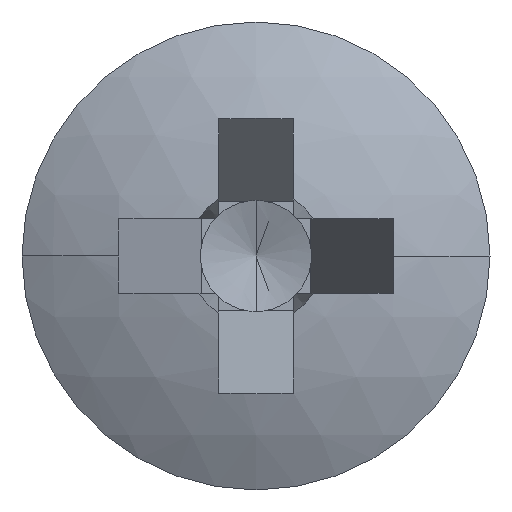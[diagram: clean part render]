
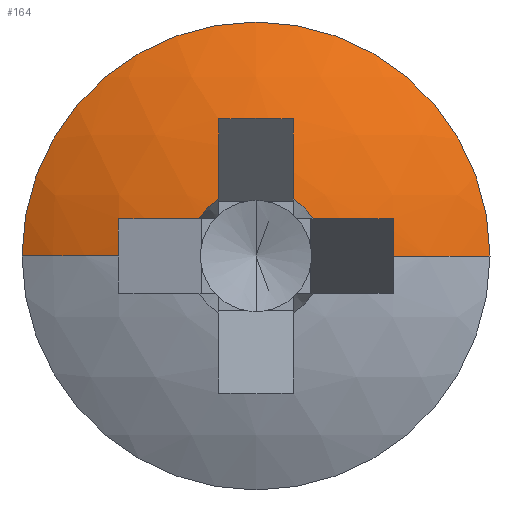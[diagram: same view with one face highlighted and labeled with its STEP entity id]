
A CAD part, left-side view. The second image highlights one B-rep face of the part: STEP entity #164.
In plain terms, the highlighted spherical face has radius 3.013 mm.
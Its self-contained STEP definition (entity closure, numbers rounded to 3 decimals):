
#50 = CARTESIAN_POINT ( 'NONE',  ( 0.141, 0.24, 0.88 ) ) ;
#62 = EDGE_CURVE ( 'NONE', #624, #894, #633, .T. ) ;
#66 = AXIS2_PLACEMENT_3D ( 'NONE', #1197, #755, #366 ) ;
#74 = CARTESIAN_POINT ( 'NONE',  ( 0.4, 1.5, 0. ) ) ;
#115 = AXIS2_PLACEMENT_3D ( 'NONE', #414, #1101, #504 ) ;
#164 = ADVANCED_FACE ( 'NONE', ( #1038 ), #807, .T. ) ;
#165 = CARTESIAN_POINT ( 'NONE',  ( 2.792, 0.442, 0. ) ) ;
#185 = CIRCLE ( 'NONE', #1219, 1.5 ) ;
#189 = ORIENTED_EDGE ( 'NONE', *, *, #1024, .F. ) ;
#200 = CIRCLE ( 'NONE', #470, 3.003 ) ;
#204 = AXIS2_PLACEMENT_3D ( 'NONE', #165, #862, #651 ) ;
#212 = EDGE_CURVE ( 'NONE', #519, #931, #773, .T. ) ;
#217 = DIRECTION ( 'NONE',  ( 0., 0., 1. ) ) ;
#229 = EDGE_CURVE ( 'NONE', #462, #930, #984, .T. ) ;
#238 = CARTESIAN_POINT ( 'NONE',  ( 0.032, 0., 0. ) ) ;
#242 = ORIENTED_EDGE ( 'NONE', *, *, #848, .T. ) ;
#244 = DIRECTION ( 'NONE',  ( 0., 0., 1. ) ) ;
#253 = EDGE_CURVE ( 'NONE', #894, #846, #185, .T. ) ;
#258 = DIRECTION ( 'NONE',  ( -0.446, -0.895, 0. ) ) ;
#277 = CARTESIAN_POINT ( 'NONE',  ( 3.012, 0., 0.24 ) ) ;
#279 = AXIS2_PLACEMENT_3D ( 'NONE', #901, #312, #1002 ) ;
#289 = CARTESIAN_POINT ( 'NONE',  ( 0.4, 0., 1.5 ) ) ;
#292 = DIRECTION ( 'NONE',  ( 1., 0., 0. ) ) ;
#295 = CARTESIAN_POINT ( 'NONE',  ( 0.032, -0.24, 0.365 ) ) ;
#301 = CARTESIAN_POINT ( 'NONE',  ( 0.141, -0.88, 0.24 ) ) ;
#312 = DIRECTION ( 'NONE',  ( 0., 0., -1. ) ) ;
#328 = EDGE_LOOP ( 'NONE', ( #1085, #886, #678, #1005, #242, #664, #626, #189, #475, #815, #814, #873, #1159 ) ) ;
#331 = CARTESIAN_POINT ( 'NONE',  ( 3.012, 0., 0. ) ) ;
#336 = DIRECTION ( 'NONE',  ( 0., 0., -1. ) ) ;
#342 = EDGE_CURVE ( 'NONE', #841, #1055, #577, .T. ) ;
#366 = DIRECTION ( 'NONE',  ( 0., 0., 1. ) ) ;
#379 = DIRECTION ( 'NONE',  ( -1., 0., 0. ) ) ;
#390 = VERTEX_POINT ( 'NONE', #1279 ) ;
#414 = CARTESIAN_POINT ( 'NONE',  ( 2.792, 0., -0.442 ) ) ;
#437 = DIRECTION ( 'NONE',  ( -1., 0., 0. ) ) ;
#444 = EDGE_CURVE ( 'NONE', #624, #519, #1025, .T. ) ;
#447 = CIRCLE ( 'NONE', #1222, 3.003 ) ;
#455 = CARTESIAN_POINT ( 'NONE',  ( 3.012, 0.24, 0. ) ) ;
#462 = VERTEX_POINT ( 'NONE', #594 ) ;
#464 = AXIS2_PLACEMENT_3D ( 'NONE', #331, #817, #510 ) ;
#470 = AXIS2_PLACEMENT_3D ( 'NONE', #808, #217, #913 ) ;
#475 = ORIENTED_EDGE ( 'NONE', *, *, #229, .T. ) ;
#481 = EDGE_CURVE ( 'NONE', #724, #931, #200, .T. ) ;
#482 = DIRECTION ( 'NONE',  ( 0., 0., -1. ) ) ;
#504 = DIRECTION ( 'NONE',  ( 0.895, 0., -0.446 ) ) ;
#510 = DIRECTION ( 'NONE',  ( 0., -1., 0. ) ) ;
#519 = VERTEX_POINT ( 'NONE', #1105 ) ;
#530 = CARTESIAN_POINT ( 'NONE',  ( 0.4, 0., 0. ) ) ;
#533 = CIRCLE ( 'NONE', #763, 3.003 ) ;
#546 = EDGE_CURVE ( 'NONE', #930, #724, #902, .T. ) ;
#549 = DIRECTION ( 'NONE',  ( 0., 0., -1. ) ) ;
#577 = CIRCLE ( 'NONE', #895, 0.437 ) ;
#588 = DIRECTION ( 'NONE',  ( 0., 0., 1. ) ) ;
#594 = CARTESIAN_POINT ( 'NONE',  ( 0.141, -0.24, 0.88 ) ) ;
#624 = VERTEX_POINT ( 'NONE', #1035 ) ;
#626 = ORIENTED_EDGE ( 'NONE', *, *, #756, .T. ) ;
#633 = CIRCLE ( 'NONE', #1259, 1.5 ) ;
#641 = CARTESIAN_POINT ( 'NONE',  ( 0.032, -0.365, 0.24 ) ) ;
#651 = DIRECTION ( 'NONE',  ( 0.895, 0.446, 0. ) ) ;
#664 = ORIENTED_EDGE ( 'NONE', *, *, #342, .T. ) ;
#668 = CARTESIAN_POINT ( 'NONE',  ( 0.4, 0., 0. ) ) ;
#678 = ORIENTED_EDGE ( 'NONE', *, *, #961, .T. ) ;
#691 = AXIS2_PLACEMENT_3D ( 'NONE', #855, #258, #959 ) ;
#724 = VERTEX_POINT ( 'NONE', #641 ) ;
#736 = VERTEX_POINT ( 'NONE', #50 ) ;
#751 = EDGE_CURVE ( 'NONE', #390, #1221, #1037, .T. ) ;
#755 = DIRECTION ( 'NONE',  ( 0., -1., 0. ) ) ;
#756 = EDGE_CURVE ( 'NONE', #1055, #736, #533, .T. ) ;
#763 = AXIS2_PLACEMENT_3D ( 'NONE', #455, #1139, #549 ) ;
#773 = CIRCLE ( 'NONE', #204, 2.972 ) ;
#788 = CIRCLE ( 'NONE', #872, 3.012 ) ;
#807 = SPHERICAL_SURFACE ( 'NONE', #464, 3.012 ) ;
#808 = CARTESIAN_POINT ( 'NONE',  ( 3.012, 0., 0.24 ) ) ;
#814 = ORIENTED_EDGE ( 'NONE', *, *, #481, .T. ) ;
#815 = ORIENTED_EDGE ( 'NONE', *, *, #546, .T. ) ;
#817 = DIRECTION ( 'NONE',  ( 0., 0., 1. ) ) ;
#835 = CARTESIAN_POINT ( 'NONE',  ( 0.032, 0., 0. ) ) ;
#841 = VERTEX_POINT ( 'NONE', #1250 ) ;
#846 = VERTEX_POINT ( 'NONE', #74 ) ;
#848 = EDGE_CURVE ( 'NONE', #390, #841, #447, .T. ) ;
#855 = CARTESIAN_POINT ( 'NONE',  ( 2.792, -0.442, 0. ) ) ;
#862 = DIRECTION ( 'NONE',  ( -0.446, 0.895, 0. ) ) ;
#872 = AXIS2_PLACEMENT_3D ( 'NONE', #1180, #588, #1291 ) ;
#873 = ORIENTED_EDGE ( 'NONE', *, *, #212, .F. ) ;
#886 = ORIENTED_EDGE ( 'NONE', *, *, #253, .T. ) ;
#894 = VERTEX_POINT ( 'NONE', #289 ) ;
#895 = AXIS2_PLACEMENT_3D ( 'NONE', #835, #292, #482 ) ;
#901 = CARTESIAN_POINT ( 'NONE',  ( 3.012, 0., 0. ) ) ;
#902 = CIRCLE ( 'NONE', #1278, 0.437 ) ;
#913 = DIRECTION ( 'NONE',  ( -1., 0., 0. ) ) ;
#928 = DIRECTION ( 'NONE',  ( 1., 0., 0. ) ) ;
#930 = VERTEX_POINT ( 'NONE', #295 ) ;
#931 = VERTEX_POINT ( 'NONE', #301 ) ;
#959 = DIRECTION ( 'NONE',  ( -0.895, 0.446, 0. ) ) ;
#961 = EDGE_CURVE ( 'NONE', #846, #1221, #788, .T. ) ;
#975 = DIRECTION ( 'NONE',  ( 0., 0., 1. ) ) ;
#984 = CIRCLE ( 'NONE', #66, 3.003 ) ;
#1002 = DIRECTION ( 'NONE',  ( -1., 0., 0. ) ) ;
#1005 = ORIENTED_EDGE ( 'NONE', *, *, #751, .F. ) ;
#1024 = EDGE_CURVE ( 'NONE', #462, #736, #1282, .T. ) ;
#1025 = CIRCLE ( 'NONE', #279, 3.012 ) ;
#1035 = CARTESIAN_POINT ( 'NONE',  ( 0.4, -1.5, 0. ) ) ;
#1037 = CIRCLE ( 'NONE', #691, 2.972 ) ;
#1038 = FACE_OUTER_BOUND ( 'NONE', #328, .T. ) ;
#1055 = VERTEX_POINT ( 'NONE', #1200 ) ;
#1085 = ORIENTED_EDGE ( 'NONE', *, *, #62, .T. ) ;
#1101 = DIRECTION ( 'NONE',  ( -0.446, 0., -0.895 ) ) ;
#1105 = CARTESIAN_POINT ( 'NONE',  ( 0.133, -0.884, 0. ) ) ;
#1139 = DIRECTION ( 'NONE',  ( 0., 1., 0. ) ) ;
#1159 = ORIENTED_EDGE ( 'NONE', *, *, #444, .F. ) ;
#1170 = DIRECTION ( 'NONE',  ( -1., 0., 0. ) ) ;
#1180 = CARTESIAN_POINT ( 'NONE',  ( 3.012, 0., 0. ) ) ;
#1196 = CARTESIAN_POINT ( 'NONE',  ( 0.133, 0.884, 0. ) ) ;
#1197 = CARTESIAN_POINT ( 'NONE',  ( 3.012, -0.24, 0. ) ) ;
#1200 = CARTESIAN_POINT ( 'NONE',  ( 0.032, 0.24, 0.365 ) ) ;
#1218 = DIRECTION ( 'NONE',  ( 0., 0., 1. ) ) ;
#1219 = AXIS2_PLACEMENT_3D ( 'NONE', #530, #437, #244 ) ;
#1221 = VERTEX_POINT ( 'NONE', #1196 ) ;
#1222 = AXIS2_PLACEMENT_3D ( 'NONE', #277, #975, #379 ) ;
#1250 = CARTESIAN_POINT ( 'NONE',  ( 0.032, 0.365, 0.24 ) ) ;
#1259 = AXIS2_PLACEMENT_3D ( 'NONE', #668, #1170, #1218 ) ;
#1278 = AXIS2_PLACEMENT_3D ( 'NONE', #238, #928, #336 ) ;
#1279 = CARTESIAN_POINT ( 'NONE',  ( 0.141, 0.88, 0.24 ) ) ;
#1282 = CIRCLE ( 'NONE', #115, 2.972 ) ;
#1291 = DIRECTION ( 'NONE',  ( 0., -1., 0. ) ) ;
